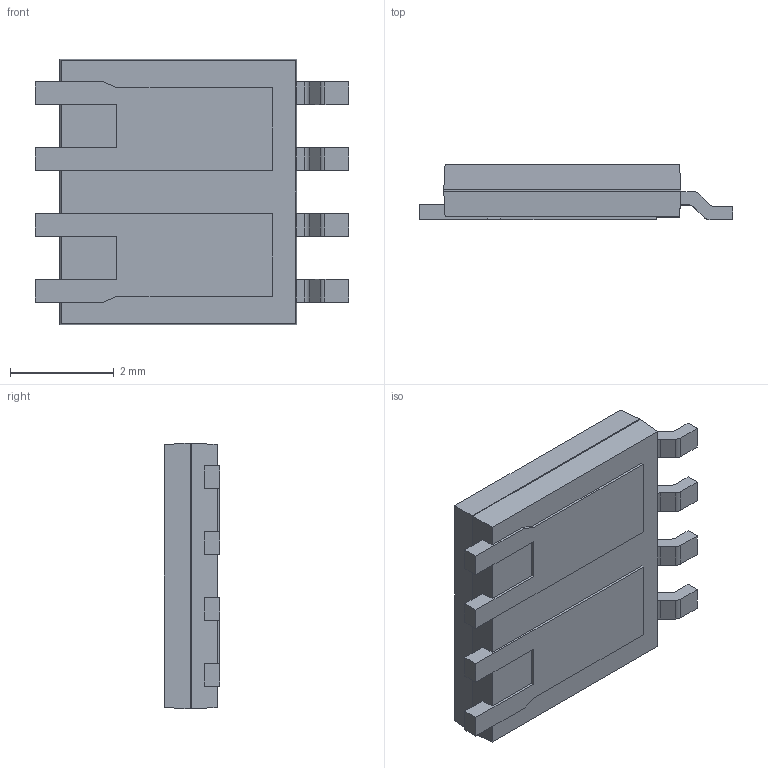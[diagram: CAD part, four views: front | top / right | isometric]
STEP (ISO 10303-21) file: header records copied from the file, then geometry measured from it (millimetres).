
FILE_DESCRIPTION (( 'STEP AP214' ), '1' );
FILE_NAME ('SOT1215.STEP', '2016-11-04T09:49:52', ( '' ), ( '' ), 'SwSTEP 2.0', 'SolidWorks 2016', '' );
FILE_SCHEMA (( 'AUTOMOTIVE_DESIGN' ));
Length unit declared in the file: millimetre
Products named in the file (1): SOT1215
Bounding box: 6.04 x 1.07 x 5.12 mm (x, y, z)
Volume: 25 mm3; surface area: 76 mm2
Topology: 1 solids, 1 shells, 97 faces, 262 edges, 172 vertices
Faces by surface type: plane 79, cylinder 18
Entity records: 3944 total; most frequent: CARTESIAN_POINT 532, ORIENTED_EDGE 524, DIRECTION 494, EDGE_CURVE 262, VECTOR 226, LINE 226, VERTEX_POINT 172, AXIS2_PLACEMENT_3D 134
